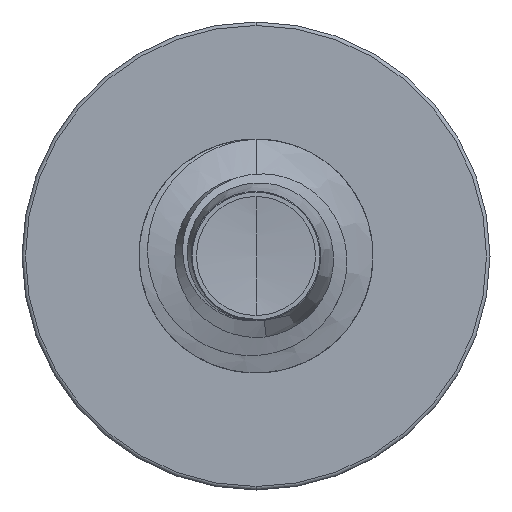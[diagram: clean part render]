
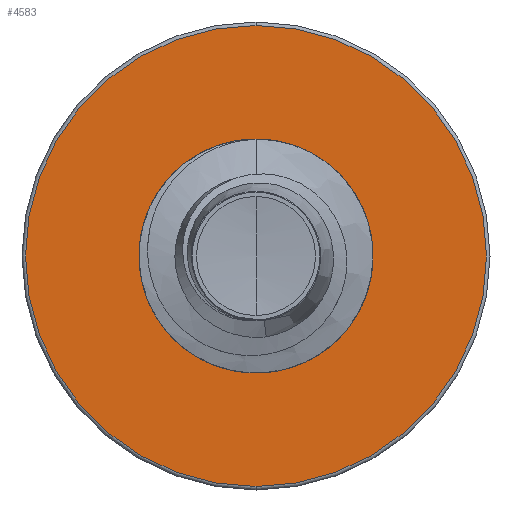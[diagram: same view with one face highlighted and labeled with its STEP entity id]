
A CAD part, front view. The second image highlights one B-rep face of the part: STEP entity #4583.
In plain terms, the highlighted planar face has unit normal (0, -1, 0).
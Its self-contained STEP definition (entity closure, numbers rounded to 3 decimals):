
#846 = EDGE_LOOP ( 'NONE', ( #5944, #7571 ) ) ;
#1292 = ORIENTED_EDGE ( 'NONE', *, *, #11180, .F. ) ;
#1437 = DIRECTION ( 'NONE',  ( 0., 1., 0. ) ) ;
#1690 = CIRCLE ( 'NONE', #2890, 1.379 ) ;
#1728 = FACE_OUTER_BOUND ( 'NONE', #9231, .T. ) ;
#1794 = CARTESIAN_POINT ( 'NONE',  ( 0., 4., 1.379 ) ) ;
#2890 = AXIS2_PLACEMENT_3D ( 'NONE', #11935, #5335, #12956 ) ;
#3123 = VERTEX_POINT ( 'NONE', #8532 ) ;
#3277 = DIRECTION ( 'NONE',  ( 0., 0., 1. ) ) ;
#3289 = DIRECTION ( 'NONE',  ( 0., 1., 0. ) ) ;
#3355 = PLANE ( 'NONE',  #7135 ) ;
#3374 = CARTESIAN_POINT ( 'NONE',  ( 0., 4., -0.693 ) ) ;
#3458 = AXIS2_PLACEMENT_3D ( 'NONE', #8483, #1437, #9595 ) ;
#3904 = CARTESIAN_POINT ( 'NONE',  ( 0., 4., 0.693 ) ) ;
#4247 = CARTESIAN_POINT ( 'NONE',  ( 0., 4., 0. ) ) ;
#4496 = DIRECTION ( 'NONE',  ( 0., 0., 1. ) ) ;
#4500 = DIRECTION ( 'NONE',  ( 0., 1., 0. ) ) ;
#4583 = ADVANCED_FACE ( 'NONE', ( #1728, #10565 ), #3355, .F. ) ;
#4638 = CIRCLE ( 'NONE', #3458, 1.379 ) ;
#5164 = DIRECTION ( 'NONE',  ( 0., 1., 0. ) ) ;
#5335 = DIRECTION ( 'NONE',  ( 0., 1., 0. ) ) ;
#5546 = AXIS2_PLACEMENT_3D ( 'NONE', #4247, #4500, #4496 ) ;
#5635 = AXIS2_PLACEMENT_3D ( 'NONE', #5841, #5164, #6003 ) ;
#5841 = CARTESIAN_POINT ( 'NONE',  ( 0., 4., 0. ) ) ;
#5913 = VERTEX_POINT ( 'NONE', #11299 ) ;
#5944 = ORIENTED_EDGE ( 'NONE', *, *, #8515, .T. ) ;
#6003 = DIRECTION ( 'NONE',  ( 0., 0., 1. ) ) ;
#6332 = CIRCLE ( 'NONE', #5635, 0.693 ) ;
#6845 = ORIENTED_EDGE ( 'NONE', *, *, #12207, .F. ) ;
#7135 = AXIS2_PLACEMENT_3D ( 'NONE', #3374, #3289, #3277 ) ;
#7304 = VERTEX_POINT ( 'NONE', #3904 ) ;
#7571 = ORIENTED_EDGE ( 'NONE', *, *, #9048, .T. ) ;
#8483 = CARTESIAN_POINT ( 'NONE',  ( 0., 4., 0. ) ) ;
#8515 = EDGE_CURVE ( 'NONE', #7304, #3123, #6332, .T. ) ;
#8532 = CARTESIAN_POINT ( 'NONE',  ( 0., 4., -0.693 ) ) ;
#9033 = CIRCLE ( 'NONE', #5546, 0.693 ) ;
#9048 = EDGE_CURVE ( 'NONE', #3123, #7304, #9033, .T. ) ;
#9231 = EDGE_LOOP ( 'NONE', ( #1292, #6845 ) ) ;
#9595 = DIRECTION ( 'NONE',  ( 0., 0., 1. ) ) ;
#10565 = FACE_BOUND ( 'NONE', #846, .T. ) ;
#11180 = EDGE_CURVE ( 'NONE', #14303, #5913, #4638, .T. ) ;
#11299 = CARTESIAN_POINT ( 'NONE',  ( 0., 4., -1.379 ) ) ;
#11935 = CARTESIAN_POINT ( 'NONE',  ( 0., 4., 0. ) ) ;
#12207 = EDGE_CURVE ( 'NONE', #5913, #14303, #1690, .T. ) ;
#12956 = DIRECTION ( 'NONE',  ( 0., 0., 1. ) ) ;
#14303 = VERTEX_POINT ( 'NONE', #1794 ) ;
